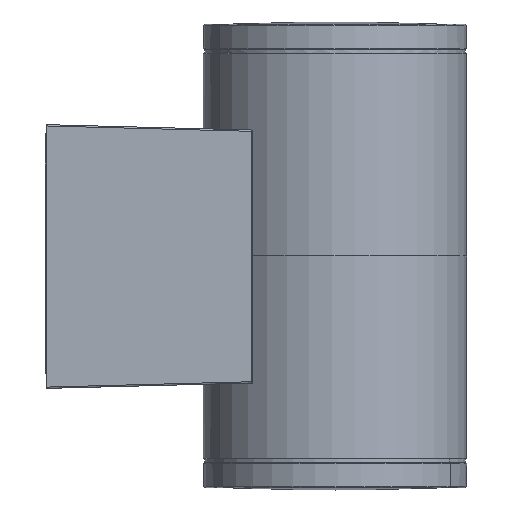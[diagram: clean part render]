
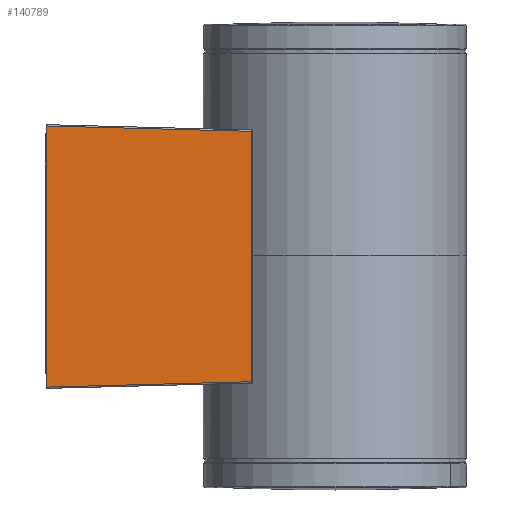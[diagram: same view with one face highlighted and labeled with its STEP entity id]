
A CAD part, left-side view. The second image highlights one B-rep face of the part: STEP entity #140789.
In plain terms, the highlighted planar face has unit normal (-1, -0.026, 0).
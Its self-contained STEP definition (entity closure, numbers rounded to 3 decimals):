
#140764=AXIS2_PLACEMENT_3D('Plane Axis2P3D',#140761,#140762,#140763) ;
#137899=CARTESIAN_POINT('Line Origine',(-41.887,1469.405,-0.2)) ;
#137903=CARTESIAN_POINT('Vertex',(-41.887,1469.405,-49.787)) ;
#137905=CARTESIAN_POINT('Vertex',(-41.887,1469.405,49.387)) ;
#140761=CARTESIAN_POINT('Axis2P3D Location',(-41.9,1469.905,-0.2)) ;
#140767=CARTESIAN_POINT('Control Point',(-39.846,1391.481,47.347)) ;
#140768=CARTESIAN_POINT('Control Point',(-41.887,1469.405,49.387)) ;
#140769=CARTESIAN_POINT('Vertex',(-39.846,1391.481,47.347)) ;
#140773=CARTESIAN_POINT('Control Point',(-39.846,1391.481,-47.747)) ;
#140774=CARTESIAN_POINT('Control Point',(-41.887,1469.405,-49.787)) ;
#140775=CARTESIAN_POINT('Vertex',(-39.846,1391.481,-47.747)) ;
#140778=CARTESIAN_POINT('Line Origine',(-39.846,1391.481,-0.2)) ;
#137900=DIRECTION('Vector Direction',(0.,0.,-1.)) ;
#140762=DIRECTION('Axis2P3D Direction',(1.,0.026,0.)) ;
#140763=DIRECTION('Axis2P3D XDirection',(0.,0.,-1.)) ;
#140779=DIRECTION('Vector Direction',(0.,0.,-1.)) ;
#137901=VECTOR('Line Direction',#137900,1.) ;
#140780=VECTOR('Line Direction',#140779,1.) ;
#140784=ORIENTED_EDGE('',*,*,#140771,.F.) ;
#140785=ORIENTED_EDGE('',*,*,#137907,.F.) ;
#140786=ORIENTED_EDGE('',*,*,#140777,.F.) ;
#140787=ORIENTED_EDGE('',*,*,#140782,.F.) ;
#140789=ADVANCED_FACE('AS00563000E08_FRAME_MOUNTING_PLATE.1\\Hauptk\X2\00F6\X0\rper',(#140788),#140765,.F.) ;
#140766=B_SPLINE_CURVE_WITH_KNOTS('',1,(#140767,#140768),.UNSPECIFIED.,.F.,.U.,(2,2),(-38.767,39.21),.UNSPECIFIED.) ;
#140772=B_SPLINE_CURVE_WITH_KNOTS('',1,(#140773,#140774),.UNSPECIFIED.,.F.,.U.,(2,2),(-38.767,39.21),.UNSPECIFIED.) ;
#137907=EDGE_CURVE('',#137904,#137906,#137902,.F.) ;
#140771=EDGE_CURVE('',#137906,#140770,#140766,.F.) ;
#140777=EDGE_CURVE('',#140776,#137904,#140772,.T.) ;
#140782=EDGE_CURVE('',#140770,#140776,#140781,.T.) ;
#140783=EDGE_LOOP('',(#140784,#140785,#140786,#140787)) ;
#140788=FACE_OUTER_BOUND('',#140783,.T.) ;
#137902=LINE('Line',#137899,#137901) ;
#140781=LINE('Line',#140778,#140780) ;
#140765=PLANE('Plane',#140764) ;
#137904=VERTEX_POINT('',#137903) ;
#137906=VERTEX_POINT('',#137905) ;
#140770=VERTEX_POINT('',#140769) ;
#140776=VERTEX_POINT('',#140775) ;
